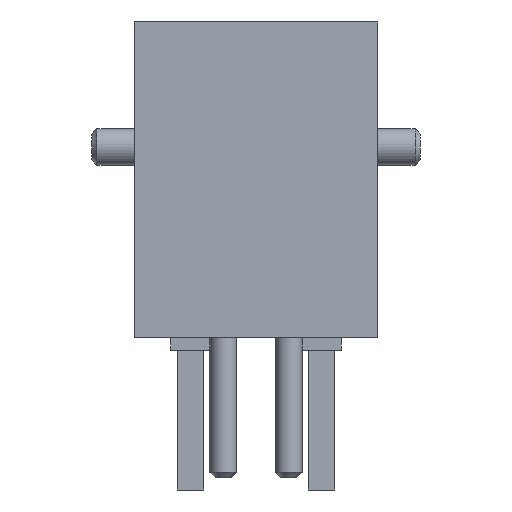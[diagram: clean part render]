
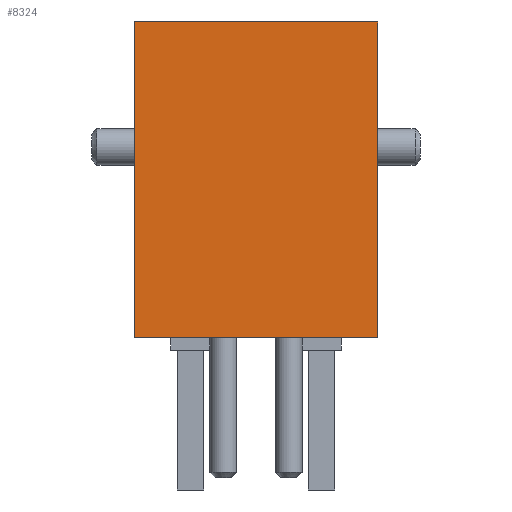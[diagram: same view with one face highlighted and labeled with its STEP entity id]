
A CAD part, front view. The second image highlights one B-rep face of the part: STEP entity #8324.
In plain terms, the highlighted planar face has unit normal (0, -1, 0).
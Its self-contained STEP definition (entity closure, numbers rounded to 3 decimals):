
#1752 = CARTESIAN_POINT ( 'NONE',  ( -2.35, -3.877, 2.417 ) ) ;
#1757 = PLANE ( 'NONE',  #14698 ) ;
#1762 = DIRECTION ( 'NONE',  ( 0., 1., 0. ) ) ;
#1763 = DIRECTION ( 'NONE',  ( 0., 0., 1. ) ) ;
#5624 = VERTEX_POINT ( 'NONE', #13463 ) ;
#5628 = VERTEX_POINT ( 'NONE', #13467 ) ;
#5672 = VERTEX_POINT ( 'NONE', #13511 ) ;
#5689 = VERTEX_POINT ( 'NONE', #13528 ) ;
#6984 = EDGE_CURVE ( 'NONE', #5624, #5628, #16126, .T. ) ;
#7091 = EDGE_CURVE ( 'NONE', #5628, #5672, #16305, .T. ) ;
#7097 = EDGE_CURVE ( 'NONE', #5689, #5624, #16360, .T. ) ;
#7103 = EDGE_CURVE ( 'NONE', #5672, #5689, #16367, .T. ) ;
#8324 = ADVANCED_FACE ( 'NONE', ( #17134 ), #1757, .F. ) ;
#8972 = ORIENTED_EDGE ( 'NONE', *, *, #7091, .F. ) ;
#8973 = ORIENTED_EDGE ( 'NONE', *, *, #6984, .F. ) ;
#8974 = ORIENTED_EDGE ( 'NONE', *, *, #7097, .F. ) ;
#8975 = ORIENTED_EDGE ( 'NONE', *, *, #7103, .F. ) ;
#9254 = EDGE_LOOP ( 'NONE', ( #8972, #8973, #8974, #8975 ) ) ;
#13463 = CARTESIAN_POINT ( 'NONE',  ( 2.35, -3.877, -3.683 ) ) ;
#13467 = CARTESIAN_POINT ( 'NONE',  ( -2.35, -3.877, -3.683 ) ) ;
#13511 = CARTESIAN_POINT ( 'NONE',  ( -2.35, -3.877, 2.417 ) ) ;
#13528 = CARTESIAN_POINT ( 'NONE',  ( 2.35, -3.877, 2.417 ) ) ;
#14698 = AXIS2_PLACEMENT_3D ( 'NONE', #1752, #1762, #1763 ) ;
#15486 = CARTESIAN_POINT ( 'NONE',  ( -2.35, -3.877, -3.683 ) ) ;
#15487 = DIRECTION ( 'NONE',  ( -1., 0., 0. ) ) ;
#15701 = CARTESIAN_POINT ( 'NONE',  ( -2.35, -3.877, -3.683 ) ) ;
#15714 = DIRECTION ( 'NONE',  ( 0., 0., 1. ) ) ;
#15725 = CARTESIAN_POINT ( 'NONE',  ( 2.35, -3.877, -3.683 ) ) ;
#15726 = DIRECTION ( 'NONE',  ( 0., 0., -1. ) ) ;
#15735 = CARTESIAN_POINT ( 'NONE',  ( -2.35, -3.877, 2.417 ) ) ;
#15739 = DIRECTION ( 'NONE',  ( 1., 0., 0. ) ) ;
#16126 = LINE ( 'NONE', #15486, #16127 ) ;
#16127 = VECTOR ( 'NONE', #15487, 1000. ) ;
#16305 = LINE ( 'NONE', #15701, #16348 ) ;
#16348 = VECTOR ( 'NONE', #15714, 1000. ) ;
#16360 = LINE ( 'NONE', #15725, #16361 ) ;
#16361 = VECTOR ( 'NONE', #15726, 1000. ) ;
#16367 = LINE ( 'NONE', #15735, #16372 ) ;
#16372 = VECTOR ( 'NONE', #15739, 1000. ) ;
#17134 = FACE_OUTER_BOUND ( 'NONE', #9254, .T. ) ;
